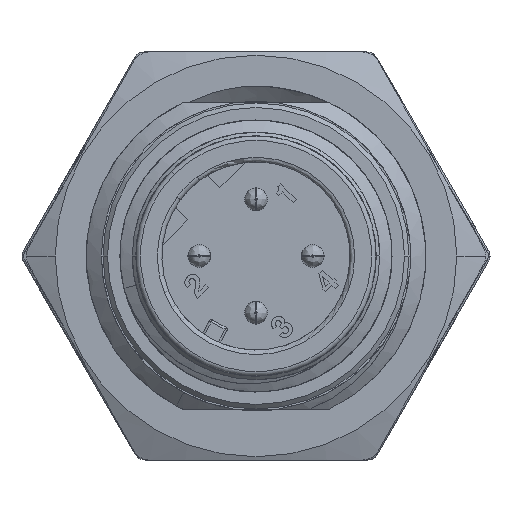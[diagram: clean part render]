
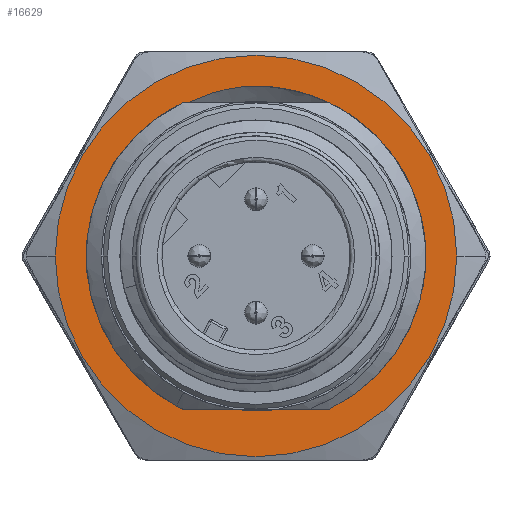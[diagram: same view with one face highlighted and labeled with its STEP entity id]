
A CAD part, left-side view. The second image highlights one B-rep face of the part: STEP entity #16629.
In plain terms, the highlighted planar face has unit normal (-1, 0, 0).
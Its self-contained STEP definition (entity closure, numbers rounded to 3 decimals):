
#2039=CARTESIAN_POINT('',(14.2,0.,0.));
#2040=DIRECTION('',(1.,0.,0.));
#2041=DIRECTION('',(0.,-1.,0.));
#2042=AXIS2_PLACEMENT_3D('',#2039,#2040,#2041);
#2044=CARTESIAN_POINT('',(14.2,0.,0.));
#2045=DIRECTION('',(1.,0.,0.));
#2046=DIRECTION('',(0.,1.,0.));
#2047=AXIS2_PLACEMENT_3D('',#2044,#2045,#2046);
#2049=CARTESIAN_POINT('',(14.2,0.,0.));
#2050=DIRECTION('',(-1.,0.,0.));
#2051=DIRECTION('',(0.,0.153,-0.988));
#2052=AXIS2_PLACEMENT_3D('',#2049,#2050,#2051);
#2058=DIRECTION('',(0.,1.,0.));
#2059=VECTOR('',#2058,0.967);
#2060=CARTESIAN_POINT('',(14.2,1.042,-6.75));
#2061=LINE('',#2060,#2059);
#2062=DIRECTION('',(0.,1.,0.));
#2063=VECTOR('',#2062,1.433);
#2064=CARTESIAN_POINT('',(14.2,-2.554,
-6.75));
#2065=LINE('',#2064,#2063);
#2224=CARTESIAN_POINT('',(14.2,-3.903,6.395));
#2225=CARTESIAN_POINT('',(14.2,-4.103,6.263));
#2226=CARTESIAN_POINT('',(14.2,-4.488,5.981));
#2227=CARTESIAN_POINT('',(14.2,-5.023,5.505));
#2228=CARTESIAN_POINT('',(14.2,-5.346,5.156));
#2229=CARTESIAN_POINT('',(14.2,-5.499,4.974));
#2238=CARTESIAN_POINT('',(14.2,-1.121,
-6.75));
#2239=CARTESIAN_POINT('',(14.2,-1.086,
-6.754));
#2240=CARTESIAN_POINT('',(14.2,-1.016,
-6.763));
#2241=CARTESIAN_POINT('',(14.2,-0.911,
-6.773));
#2242=CARTESIAN_POINT('',(14.2,-0.841,
-6.78));
#2243=CARTESIAN_POINT('',(14.2,-0.806,
-6.782));
#2324=CARTESIAN_POINT('',(14.2,5.115,-4.626));
#2325=CARTESIAN_POINT('',(14.2,5.397,-4.337));
#2326=CARTESIAN_POINT('',(14.2,5.903,-3.72));
#2327=CARTESIAN_POINT('',(14.2,6.5,-2.662));
#2328=CARTESIAN_POINT('',(14.2,6.907,-1.516));
#2329=CARTESIAN_POINT('',(14.2,7.111,
-0.291));
#2330=CARTESIAN_POINT('',(14.2,7.104,0.906));
#2331=CARTESIAN_POINT('',(14.2,6.892,2.112));
#2332=CARTESIAN_POINT('',(14.2,6.474,3.271));
#2333=CARTESIAN_POINT('',(14.2,5.863,4.349));
#2334=CARTESIAN_POINT('',(14.2,5.062,5.323));
#2335=CARTESIAN_POINT('',(14.2,4.119,6.137));
#2336=CARTESIAN_POINT('',(14.2,3.033,6.791));
#2337=CARTESIAN_POINT('',(14.2,1.856,7.248));
#2338=CARTESIAN_POINT('',(14.2,1.027,7.418));
#2339=CARTESIAN_POINT('',(14.2,0.6,7.468));
#2364=CARTESIAN_POINT('',(14.2,2.009,-6.75));
#2365=CARTESIAN_POINT('',(14.2,2.315,-6.646));
#2366=CARTESIAN_POINT('',(14.2,2.903,-6.4));
#2367=CARTESIAN_POINT('',(14.2,3.728,-5.914));
#2368=CARTESIAN_POINT('',(14.2,4.476,-5.323));
#2369=CARTESIAN_POINT('',(14.2,4.912,-4.869));
#2370=CARTESIAN_POINT('',(14.2,5.115,-4.626));
#3184=CARTESIAN_POINT('',(14.2,-7.37,
-1.344));
#3185=CARTESIAN_POINT('',(14.2,-7.278,
-1.765));
#3186=CARTESIAN_POINT('',(14.2,-7.026,
-2.574));
#3187=CARTESIAN_POINT('',(14.2,-6.445,
-3.709));
#3188=CARTESIAN_POINT('',(14.2,-5.693,
-4.714));
#3189=CARTESIAN_POINT('',(14.2,-4.765,
-5.591));
#3190=CARTESIAN_POINT('',(14.2,-3.711,
-6.285));
#3191=CARTESIAN_POINT('',(14.2,-2.95,
-6.617));
#3192=CARTESIAN_POINT('',(14.2,-2.554,
-6.75));
#3208=CARTESIAN_POINT('',(14.2,0.,0.));
#3209=DIRECTION('',(1.,0.,0.));
#3210=DIRECTION('',(0.,-0.901,0.433));
#3211=AXIS2_PLACEMENT_3D('',#3208,#3209,#3210);
#3229=CARTESIAN_POINT('',(14.2,-5.499,4.974));
#3230=CARTESIAN_POINT('',(14.2,-5.665,4.803));
#3231=CARTESIAN_POINT('',(14.2,-5.979,4.448));
#3232=CARTESIAN_POINT('',(14.2,-6.4,3.868));
#3233=CARTESIAN_POINT('',(14.2,-6.642,3.456));
#3234=CARTESIAN_POINT('',(14.2,-6.753,3.244));
#7682=CARTESIAN_POINT('',(14.2,0.6,7.468));
#7683=CARTESIAN_POINT('',(14.2,0.206,7.5));
#7684=CARTESIAN_POINT('',(14.2,-0.576,
7.5));
#7685=CARTESIAN_POINT('',(14.2,-1.744,7.318));
#7686=CARTESIAN_POINT('',(14.2,-2.868,6.954));
#7687=CARTESIAN_POINT('',(14.2,-3.566,6.601));
#7688=CARTESIAN_POINT('',(14.2,-3.903,6.395));
#11905=CARTESIAN_POINT('',(14.2,-8.856,0.));
#11906=VERTEX_POINT('',#11905);
#11907=CARTESIAN_POINT('',(14.2,8.856,0.));
#11908=VERTEX_POINT('',#11907);
#11914=VERTEX_POINT('',#2238);
#11915=VERTEX_POINT('',#2243);
#11916=VERTEX_POINT('',#2224);
#11917=VERTEX_POINT('',#2229);
#11918=VERTEX_POINT('',#7682);
#11919=VERTEX_POINT('',#2324);
#11930=CARTESIAN_POINT('',(14.2,1.042,-6.75));
#11931=VERTEX_POINT('',#11930);
#11932=CARTESIAN_POINT('',(14.2,2.009,
-6.75));
#11933=VERTEX_POINT('',#11932);
#11934=CARTESIAN_POINT('',(14.2,-2.554,
-6.75));
#11935=VERTEX_POINT('',#11934);
#12079=VERTEX_POINT('',#3184);
#12081=CARTESIAN_POINT('',(14.2,-6.753,3.244));
#12082=VERTEX_POINT('',#12081);
#16596=CARTESIAN_POINT('',(14.2,0.,0.));
#16597=DIRECTION('',(1.,0.,0.));
#16598=DIRECTION('',(0.,0.,1.));
#16599=AXIS2_PLACEMENT_3D('',#16596,#16597,#16598);
#16600=PLANE('',#16599);
#16601=ORIENTED_EDGE('',*,*,#16547,.T.);
#16602=ORIENTED_EDGE('',*,*,#16572,.T.);
#16603=EDGE_LOOP('',(#16601,#16602));
#16604=FACE_OUTER_BOUND('',#16603,.F.);
#16606=ORIENTED_EDGE('',*,*,#16605,.F.);
#16608=ORIENTED_EDGE('',*,*,#16607,.T.);
#16610=ORIENTED_EDGE('',*,*,#16609,.F.);
#16612=ORIENTED_EDGE('',*,*,#16611,.F.);
#16614=ORIENTED_EDGE('',*,*,#16613,.F.);
#16616=ORIENTED_EDGE('',*,*,#16615,.F.);
#16618=ORIENTED_EDGE('',*,*,#16617,.F.);
#16620=ORIENTED_EDGE('',*,*,#16619,.F.);
#16622=ORIENTED_EDGE('',*,*,#16621,.F.);
#16624=ORIENTED_EDGE('',*,*,#16623,.F.);
#16626=ORIENTED_EDGE('',*,*,#16625,.F.);
#16627=EDGE_LOOP('',(#16606,#16608,#16610,#16612,#16614,#16616,#16618,#16620,
#16622,#16624,#16626));
#16628=FACE_BOUND('',#16627,.F.);
#16629=ADVANCED_FACE('',(#16604,#16628),#16600,.F.);
#2043=CIRCLE('',#2042,8.856);
#2048=CIRCLE('',#2047,8.856);
#2053=CIRCLE('',#2052,6.83);
#2230=B_SPLINE_CURVE_WITH_KNOTS('',3,(#2224,#2225,#2226,#2227,#2228,#2229),
.UNSPECIFIED.,.F.,.F.,(4,1,1,4),(0.,0.333,0.667,1.),
.UNSPECIFIED.);
#2244=B_SPLINE_CURVE_WITH_KNOTS('',3,(#2238,#2239,#2240,#2241,#2242,#2243),
.UNSPECIFIED.,.F.,.F.,(4,1,1,4),(0.,0.333,0.667,1.),
.UNSPECIFIED.);
#2340=B_SPLINE_CURVE_WITH_KNOTS('',3,(#2324,#2325,#2326,#2327,#2328,#2329,#2330,
#2331,#2332,#2333,#2334,#2335,#2336,#2337,#2338,#2339),.UNSPECIFIED.,.F.,.F.,(4,
1,1,1,1,1,1,1,1,1,1,1,1,4),(0.,0.077,0.154,
0.231,0.308,0.385,0.462,
0.538,0.615,0.692,0.769,
0.846,0.923,1.),.UNSPECIFIED.);
#2371=B_SPLINE_CURVE_WITH_KNOTS('',3,(#2364,#2365,#2366,#2367,#2368,#2369,
#2370),.UNSPECIFIED.,.F.,.F.,(4,1,1,1,4),(0.,0.25,0.5,0.75,1.),
.UNSPECIFIED.);
#3193=B_SPLINE_CURVE_WITH_KNOTS('',3,(#3184,#3185,#3186,#3187,#3188,#3189,#3190,
#3191,#3192),.UNSPECIFIED.,.F.,.F.,(4,1,1,1,1,1,4),(0.,0.167,
0.333,0.5,0.667,0.833,1.),
.UNSPECIFIED.);
#3212=CIRCLE('',#3211,7.492);
#3235=B_SPLINE_CURVE_WITH_KNOTS('',3,(#3229,#3230,#3231,#3232,#3233,#3234),
.UNSPECIFIED.,.F.,.F.,(4,1,1,4),(0.,0.333,0.667,1.),
.UNSPECIFIED.);
#7689=B_SPLINE_CURVE_WITH_KNOTS('',3,(#7682,#7683,#7684,#7685,#7686,#7687,
#7688),.UNSPECIFIED.,.F.,.F.,(4,1,1,1,4),(0.,0.25,0.5,0.75,1.),
.UNSPECIFIED.);
#16547=EDGE_CURVE('',#11906,#11908,#2043,.T.);
#16572=EDGE_CURVE('',#11908,#11906,#2048,.T.);
#16605=EDGE_CURVE('',#11931,#11933,#2061,.T.);
#16607=EDGE_CURVE('',#11931,#11915,#2053,.T.);
#16609=EDGE_CURVE('',#11914,#11915,#2244,.T.);
#16611=EDGE_CURVE('',#11935,#11914,#2065,.T.);
#16613=EDGE_CURVE('',#12079,#11935,#3193,.T.);
#16615=EDGE_CURVE('',#12082,#12079,#3212,.T.);
#16617=EDGE_CURVE('',#11917,#12082,#3235,.T.);
#16619=EDGE_CURVE('',#11916,#11917,#2230,.T.);
#16621=EDGE_CURVE('',#11918,#11916,#7689,.T.);
#16623=EDGE_CURVE('',#11919,#11918,#2340,.T.);
#16625=EDGE_CURVE('',#11933,#11919,#2371,.T.);
